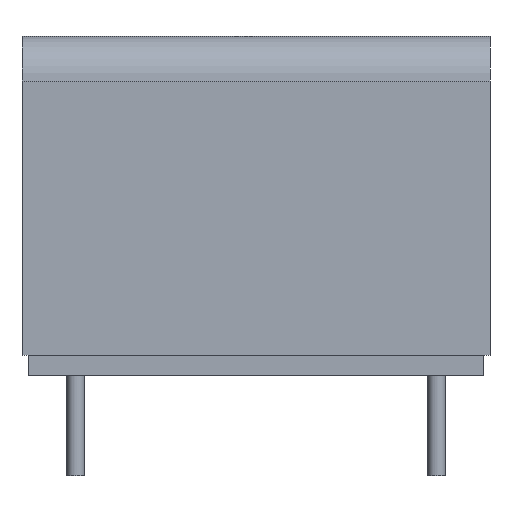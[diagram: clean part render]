
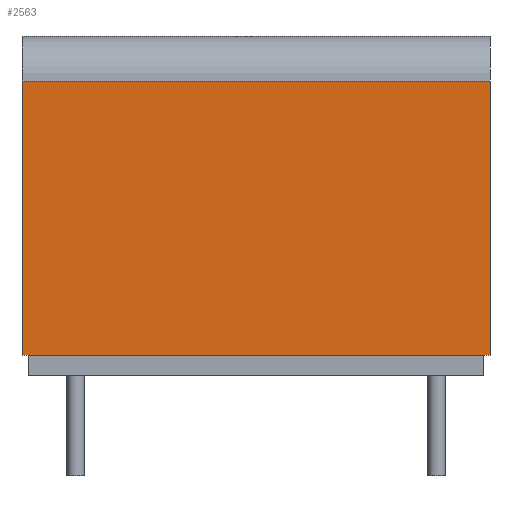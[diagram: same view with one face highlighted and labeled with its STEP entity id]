
A CAD part, left-side view. The second image highlights one B-rep face of the part: STEP entity #2563.
In plain terms, the highlighted face is planar.
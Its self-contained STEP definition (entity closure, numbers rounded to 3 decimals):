
#511=ORIENTED_EDGE('',*,*,#905,.T.);
#512=ORIENTED_EDGE('',*,*,#706,.F.);
#513=ORIENTED_EDGE('',*,*,#906,.F.);
#514=ORIENTED_EDGE('',*,*,#907,.T.);
#706=EDGE_CURVE('',#965,#966,#1142,.T.);
#905=EDGE_CURVE('',#1104,#966,#1213,.T.);
#906=EDGE_CURVE('',#1105,#965,#1214,.T.);
#907=EDGE_CURVE('',#1105,#1104,#1215,.T.);
#965=VERTEX_POINT('',#3057);
#966=VERTEX_POINT('',#3059);
#1104=VERTEX_POINT('',#4278);
#1105=VERTEX_POINT('',#4280);
#1142=LINE('',#3058,#1261);
#1213=LINE('',#4277,#1332);
#1214=LINE('',#4279,#1333);
#1215=LINE('',#4281,#1334);
#1261=VECTOR('',#2718,1000.);
#1332=VECTOR('',#2915,1000.);
#1333=VECTOR('',#2916,1000.);
#1334=VECTOR('',#2917,1000.);
#1458=EDGE_LOOP('',(#511,#512,#513,#514));
#1590=FACE_BOUND('',#1458,.T.);
#1701=PLANE('',#2666);
#2563=ADVANCED_FACE('',(#1590),#1701,.F.);
#2666=AXIS2_PLACEMENT_3D('',#4276,#2913,#2914);
#2718=DIRECTION('',(1.,0.,0.));
#2913=DIRECTION('',(0.,-1.,0.));
#2914=DIRECTION('',(0.,0.,-1.));
#2915=DIRECTION('',(0.,0.,-1.));
#2916=DIRECTION('',(0.,0.,-1.));
#2917=DIRECTION('',(1.,0.,0.));
#3057=CARTESIAN_POINT('',(-10.5,7.25,5.4));
#3058=CARTESIAN_POINT('',(5.25,7.25,5.4));
#3059=CARTESIAN_POINT('',(10.5,7.25,5.4));
#4276=CARTESIAN_POINT('',(5.25,7.25,17.7));
#4277=CARTESIAN_POINT('',(10.5,7.25,17.7));
#4278=CARTESIAN_POINT('',(10.5,7.25,17.7));
#4279=CARTESIAN_POINT('',(-10.5,7.25,17.7));
#4280=CARTESIAN_POINT('',(-10.5,7.25,17.7));
#4281=CARTESIAN_POINT('',(5.25,7.25,17.7));
